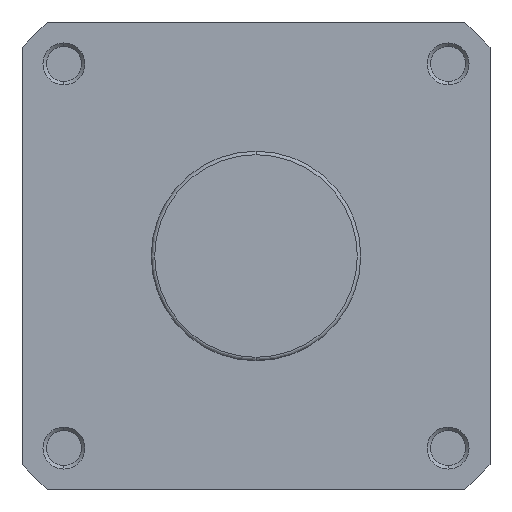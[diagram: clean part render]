
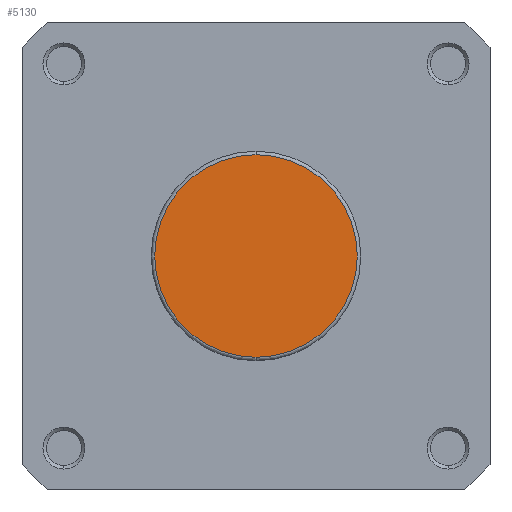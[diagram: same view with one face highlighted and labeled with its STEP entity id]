
A CAD part, left-side view. The second image highlights one B-rep face of the part: STEP entity #5130.
In plain terms, the highlighted planar face has unit normal (-1, 0, 0).
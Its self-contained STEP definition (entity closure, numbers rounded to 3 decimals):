
#596 = ORIENTED_EDGE ( 'NONE', *, *, #5476, .T. ) ;
#603 = ORIENTED_EDGE ( 'NONE', *, *, #5417, .T. ) ;
#941 = VERTEX_POINT ( 'NONE', #1365 ) ;
#942 = VERTEX_POINT ( 'NONE', #1366 ) ;
#1365 = CARTESIAN_POINT ( 'NONE',  ( 0., 0., 29. ) ) ;
#1366 = CARTESIAN_POINT ( 'NONE',  ( 0., 0., -29. ) ) ;
#1847 = CARTESIAN_POINT ( 'NONE',  ( 0., 30., 0. ) ) ;
#1848 = PLANE ( 'NONE',  #5588 ) ;
#1849 = DIRECTION ( 'NONE',  ( 1., 0., 0. ) ) ;
#1850 = DIRECTION ( 'NONE',  ( 0., 0., -1. ) ) ;
#2613 = EDGE_LOOP ( 'NONE', ( #596, #603 ) ) ;
#3076 = FACE_OUTER_BOUND ( 'NONE', #2613, .T. ) ;
#3640 = CIRCLE ( 'NONE', #5783, 29. ) ;
#3724 = CIRCLE ( 'NONE', #5814, 29. ) ;
#5130 = ADVANCED_FACE ( 'NONE', ( #3076 ), #1848, .F. ) ;
#5417 = EDGE_CURVE ( 'NONE', #941, #942, #3640, .T. ) ;
#5476 = EDGE_CURVE ( 'NONE', #942, #941, #3724, .T. ) ;
#5588 = AXIS2_PLACEMENT_3D ( 'NONE', #1847, #1849, #1850 ) ;
#5783 = AXIS2_PLACEMENT_3D ( 'NONE', #6674, #6675, #6676 ) ;
#5814 = AXIS2_PLACEMENT_3D ( 'NONE', #6817, #6824, #6825 ) ;
#6674 = CARTESIAN_POINT ( 'NONE',  ( 0., 0., 0. ) ) ;
#6675 = DIRECTION ( 'NONE',  ( -1., 0., 0. ) ) ;
#6676 = DIRECTION ( 'NONE',  ( 0., 0., -1. ) ) ;
#6817 = CARTESIAN_POINT ( 'NONE',  ( 0., 0., 0. ) ) ;
#6824 = DIRECTION ( 'NONE',  ( -1., 0., 0. ) ) ;
#6825 = DIRECTION ( 'NONE',  ( 0., 0., -1. ) ) ;
